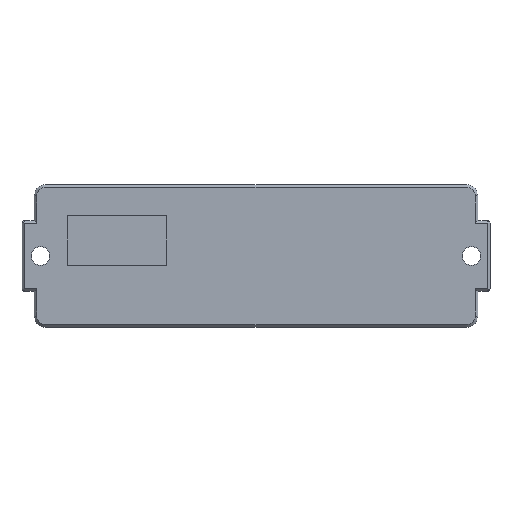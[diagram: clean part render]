
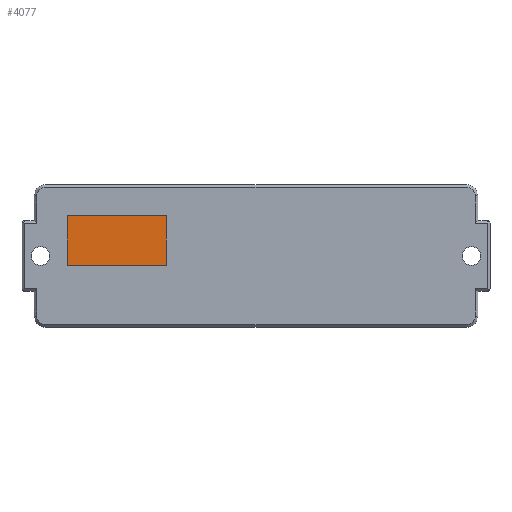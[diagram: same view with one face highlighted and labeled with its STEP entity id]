
A CAD part, top view. The second image highlights one B-rep face of the part: STEP entity #4077.
In plain terms, the highlighted planar face has unit normal (0, 0, 1).
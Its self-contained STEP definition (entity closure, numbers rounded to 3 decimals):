
#3763 = VERTEX_POINT('',#3764);
#3764 = CARTESIAN_POINT('',(-15.25,3.25,1.));
#3771 = PLANE('',#3772);
#3772 = AXIS2_PLACEMENT_3D('',#3773,#3774,#3775);
#3773 = CARTESIAN_POINT('',(-15.25,3.25,0.8));
#3774 = DIRECTION('',(0.,1.,0.));
#3775 = DIRECTION('',(1.,0.,0.));
#3783 = PLANE('',#3784);
#3784 = AXIS2_PLACEMENT_3D('',#3785,#3786,#3787);
#3785 = CARTESIAN_POINT('',(-15.25,-0.75,0.8));
#3786 = DIRECTION('',(-1.,0.,0.));
#3787 = DIRECTION('',(0.,1.,0.));
#3795 = EDGE_CURVE('',#3763,#3796,#3798,.T.);
#3796 = VERTEX_POINT('',#3797);
#3797 = CARTESIAN_POINT('',(-7.25,3.25,1.));
#3798 = SURFACE_CURVE('',#3799,(#3803,#3810),.PCURVE_S1.);
#3799 = LINE('',#3800,#3801);
#3800 = CARTESIAN_POINT('',(-15.25,3.25,1.));
#3801 = VECTOR('',#3802,1.);
#3802 = DIRECTION('',(1.,0.,0.));
#3803 = PCURVE('',#3771,#3804);
#3804 = DEFINITIONAL_REPRESENTATION('',(#3805),#3809);
#3805 = LINE('',#3806,#3807);
#3806 = CARTESIAN_POINT('',(0.,-0.2));
#3807 = VECTOR('',#3808,1.);
#3808 = DIRECTION('',(1.,0.));
#3809 = ( GEOMETRIC_REPRESENTATION_CONTEXT(2) 
PARAMETRIC_REPRESENTATION_CONTEXT() REPRESENTATION_CONTEXT('2D SPACE',''
  ) );
#3810 = PCURVE('',#3811,#3816);
#3811 = PLANE('',#3812);
#3812 = AXIS2_PLACEMENT_3D('',#3813,#3814,#3815);
#3813 = CARTESIAN_POINT('',(-11.25,1.25,1.));
#3814 = DIRECTION('',(0.,0.,-1.));
#3815 = DIRECTION('',(1.,0.,0.));
#3816 = DEFINITIONAL_REPRESENTATION('',(#3817),#3821);
#3817 = LINE('',#3818,#3819);
#3818 = CARTESIAN_POINT('',(-4.,-2.));
#3819 = VECTOR('',#3820,1.);
#3820 = DIRECTION('',(1.,0.));
#3821 = ( GEOMETRIC_REPRESENTATION_CONTEXT(2) 
PARAMETRIC_REPRESENTATION_CONTEXT() REPRESENTATION_CONTEXT('2D SPACE',''
  ) );
#3839 = PLANE('',#3840);
#3840 = AXIS2_PLACEMENT_3D('',#3841,#3842,#3843);
#3841 = CARTESIAN_POINT('',(-7.25,3.25,0.8));
#3842 = DIRECTION('',(1.,0.,-0.));
#3843 = DIRECTION('',(0.,-1.,0.));
#3881 = EDGE_CURVE('',#3796,#3882,#3884,.T.);
#3882 = VERTEX_POINT('',#3883);
#3883 = CARTESIAN_POINT('',(-7.25,-0.75,1.));
#3884 = SURFACE_CURVE('',#3885,(#3889,#3896),.PCURVE_S1.);
#3885 = LINE('',#3886,#3887);
#3886 = CARTESIAN_POINT('',(-7.25,3.25,1.));
#3887 = VECTOR('',#3888,1.);
#3888 = DIRECTION('',(0.,-1.,0.));
#3889 = PCURVE('',#3839,#3890);
#3890 = DEFINITIONAL_REPRESENTATION('',(#3891),#3895);
#3891 = LINE('',#3892,#3893);
#3892 = CARTESIAN_POINT('',(0.,-0.2));
#3893 = VECTOR('',#3894,1.);
#3894 = DIRECTION('',(1.,0.));
#3895 = ( GEOMETRIC_REPRESENTATION_CONTEXT(2) 
PARAMETRIC_REPRESENTATION_CONTEXT() REPRESENTATION_CONTEXT('2D SPACE',''
  ) );
#3896 = PCURVE('',#3811,#3897);
#3897 = DEFINITIONAL_REPRESENTATION('',(#3898),#3902);
#3898 = LINE('',#3899,#3900);
#3899 = CARTESIAN_POINT('',(4.,-2.));
#3900 = VECTOR('',#3901,1.);
#3901 = DIRECTION('',(0.,1.));
#3902 = ( GEOMETRIC_REPRESENTATION_CONTEXT(2) 
PARAMETRIC_REPRESENTATION_CONTEXT() REPRESENTATION_CONTEXT('2D SPACE',''
  ) );
#3920 = PLANE('',#3921);
#3921 = AXIS2_PLACEMENT_3D('',#3922,#3923,#3924);
#3922 = CARTESIAN_POINT('',(-7.25,-0.75,0.8));
#3923 = DIRECTION('',(0.,-1.,0.));
#3924 = DIRECTION('',(-1.,0.,0.));
#3957 = EDGE_CURVE('',#3882,#3958,#3960,.T.);
#3958 = VERTEX_POINT('',#3959);
#3959 = CARTESIAN_POINT('',(-15.25,-0.75,1.));
#3960 = SURFACE_CURVE('',#3961,(#3965,#3972),.PCURVE_S1.);
#3961 = LINE('',#3962,#3963);
#3962 = CARTESIAN_POINT('',(-7.25,-0.75,1.));
#3963 = VECTOR('',#3964,1.);
#3964 = DIRECTION('',(-1.,0.,0.));
#3965 = PCURVE('',#3920,#3966);
#3966 = DEFINITIONAL_REPRESENTATION('',(#3967),#3971);
#3967 = LINE('',#3968,#3969);
#3968 = CARTESIAN_POINT('',(0.,-0.2));
#3969 = VECTOR('',#3970,1.);
#3970 = DIRECTION('',(1.,0.));
#3971 = ( GEOMETRIC_REPRESENTATION_CONTEXT(2) 
PARAMETRIC_REPRESENTATION_CONTEXT() REPRESENTATION_CONTEXT('2D SPACE',''
  ) );
#3972 = PCURVE('',#3811,#3973);
#3973 = DEFINITIONAL_REPRESENTATION('',(#3974),#3978);
#3974 = LINE('',#3975,#3976);
#3975 = CARTESIAN_POINT('',(4.,2.));
#3976 = VECTOR('',#3977,1.);
#3977 = DIRECTION('',(-1.,0.));
#3978 = ( GEOMETRIC_REPRESENTATION_CONTEXT(2) 
PARAMETRIC_REPRESENTATION_CONTEXT() REPRESENTATION_CONTEXT('2D SPACE',''
  ) );
#4028 = EDGE_CURVE('',#3958,#3763,#4029,.T.);
#4029 = SURFACE_CURVE('',#4030,(#4034,#4041),.PCURVE_S1.);
#4030 = LINE('',#4031,#4032);
#4031 = CARTESIAN_POINT('',(-15.25,-0.75,1.));
#4032 = VECTOR('',#4033,1.);
#4033 = DIRECTION('',(0.,1.,0.));
#4034 = PCURVE('',#3783,#4035);
#4035 = DEFINITIONAL_REPRESENTATION('',(#4036),#4040);
#4036 = LINE('',#4037,#4038);
#4037 = CARTESIAN_POINT('',(0.,-0.2));
#4038 = VECTOR('',#4039,1.);
#4039 = DIRECTION('',(1.,0.));
#4040 = ( GEOMETRIC_REPRESENTATION_CONTEXT(2) 
PARAMETRIC_REPRESENTATION_CONTEXT() REPRESENTATION_CONTEXT('2D SPACE',''
  ) );
#4041 = PCURVE('',#3811,#4042);
#4042 = DEFINITIONAL_REPRESENTATION('',(#4043),#4047);
#4043 = LINE('',#4044,#4045);
#4044 = CARTESIAN_POINT('',(-4.,2.));
#4045 = VECTOR('',#4046,1.);
#4046 = DIRECTION('',(0.,-1.));
#4047 = ( GEOMETRIC_REPRESENTATION_CONTEXT(2) 
PARAMETRIC_REPRESENTATION_CONTEXT() REPRESENTATION_CONTEXT('2D SPACE',''
  ) );
#4077 = ADVANCED_FACE('',(#4078),#3811,.F.);
#4078 = FACE_BOUND('',#4079,.F.);
#4079 = EDGE_LOOP('',(#4080,#4081,#4082,#4083));
#4080 = ORIENTED_EDGE('',*,*,#3795,.T.);
#4081 = ORIENTED_EDGE('',*,*,#3881,.T.);
#4082 = ORIENTED_EDGE('',*,*,#3957,.T.);
#4083 = ORIENTED_EDGE('',*,*,#4028,.T.);
